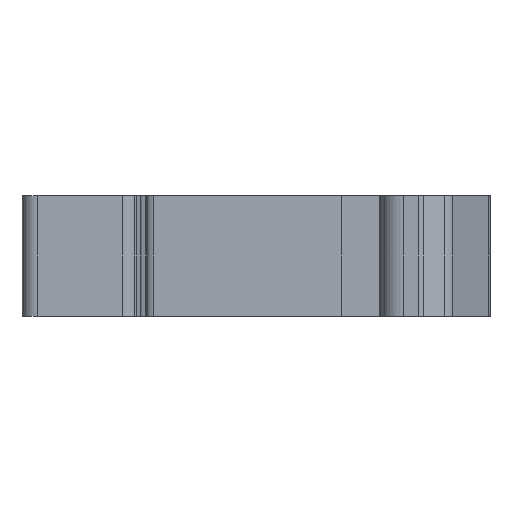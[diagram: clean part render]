
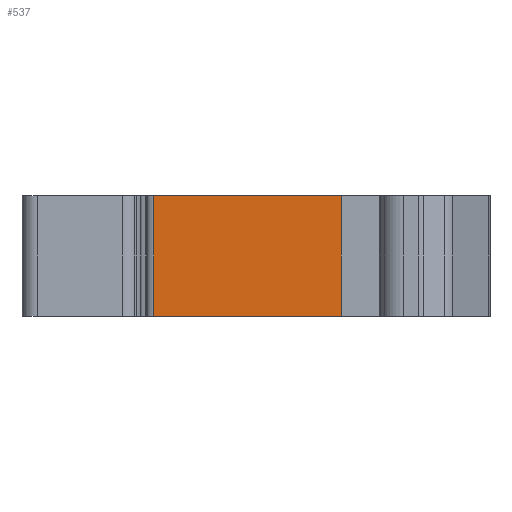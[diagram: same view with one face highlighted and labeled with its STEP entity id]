
A CAD part, front view. The second image highlights one B-rep face of the part: STEP entity #537.
In plain terms, the highlighted planar face has unit normal (0, -1, 0).
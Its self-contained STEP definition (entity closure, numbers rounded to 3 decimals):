
#537=ADVANCED_FACE('',(#942),#719,.T.);
#719=PLANE('',#5011);
#942=FACE_OUTER_BOUND('',#1195,.T.);
#1195=EDGE_LOOP('',(#2410,#2411,#2412,#2413));
#2410=ORIENTED_EDGE('',*,*,#3094,.F.);
#2411=ORIENTED_EDGE('',*,*,#3605,.T.);
#2412=ORIENTED_EDGE('',*,*,#2994,.T.);
#2413=ORIENTED_EDGE('',*,*,#3606,.F.);
#2560=VERTEX_POINT('',#6354);
#2561=VERTEX_POINT('',#6356);
#2659=VERTEX_POINT('',#6554);
#2660=VERTEX_POINT('',#6556);
#2994=EDGE_CURVE('',#2561,#2560,#3645,.T.);
#3094=EDGE_CURVE('',#2659,#2660,#3696,.T.);
#3605=EDGE_CURVE('',#2659,#2561,#4127,.T.);
#3606=EDGE_CURVE('',#2660,#2560,#4128,.T.);
#3645=LINE('',#6355,#4167);
#3696=LINE('',#6555,#4218);
#4127=LINE('',#7582,#4649);
#4128=LINE('',#7584,#4650);
#4167=VECTOR('',#5076,1.);
#4218=VECTOR('',#5227,1.);
#4649=VECTOR('',#6220,1.);
#4650=VECTOR('',#6223,1.);
#5011=AXIS2_PLACEMENT_3D('',#7585,#6224,#6225);
#5076=DIRECTION('',(1.,0.,0.));
#5227=DIRECTION('',(1.,0.,0.));
#6220=DIRECTION('',(0.,0.,-1.));
#6223=DIRECTION('',(0.,0.,-1.));
#6224=DIRECTION('',(0.,-1.,0.));
#6225=DIRECTION('',(1.,0.,0.));
#6354=CARTESIAN_POINT('',(9.8,-43.9,-16.));
#6355=CARTESIAN_POINT('',(-15.064,-43.9,-16.));
#6356=CARTESIAN_POINT('',(-15.064,-43.9,-16.));
#6554=CARTESIAN_POINT('',(-15.064,-43.9,0.));
#6555=CARTESIAN_POINT('',(-5.676,-43.9,0.));
#6556=CARTESIAN_POINT('',(9.8,-43.9,0.));
#7582=CARTESIAN_POINT('',(-15.064,-43.9,-10.8));
#7584=CARTESIAN_POINT('',(9.8,-43.9,0.));
#7585=CARTESIAN_POINT('',(-16.194,-43.9,0.));
